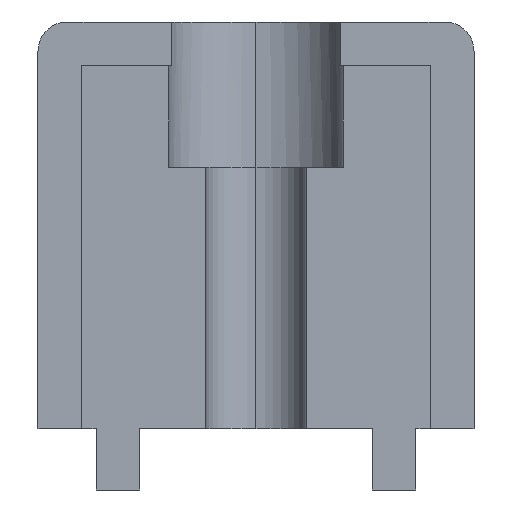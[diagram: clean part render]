
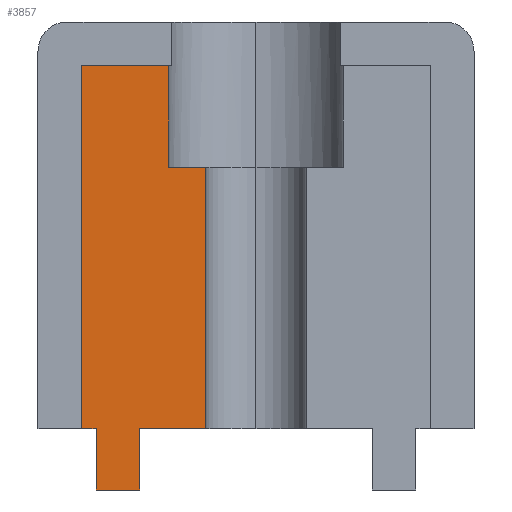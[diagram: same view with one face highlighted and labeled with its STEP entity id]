
A CAD part, left-side view. The second image highlights one B-rep face of the part: STEP entity #3857.
In plain terms, the highlighted planar face has unit normal (-1, 0, 0).
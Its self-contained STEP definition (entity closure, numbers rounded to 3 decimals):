
#3843=AXIS2_PLACEMENT_3D('Plane Axis2P3D',#3840,#3841,#3842) ;
#3135=CARTESIAN_POINT('Vertex',(0.,9.225,2.1)) ;
#3138=CARTESIAN_POINT('Line Origine',(0.,10.363,2.1)) ;
#3142=CARTESIAN_POINT('Vertex',(0.,11.5,2.1)) ;
#3172=CARTESIAN_POINT('Line Origine',(0.,11.5,1.05)) ;
#3176=CARTESIAN_POINT('Vertex',(0.,11.5,0.)) ;
#3209=CARTESIAN_POINT('Vertex',(0.,13.,0.)) ;
#3217=CARTESIAN_POINT('Line Origine',(0.,12.25,0.)) ;
#3310=CARTESIAN_POINT('Line Origine',(0.,9.225,7.44)) ;
#3314=CARTESIAN_POINT('Vertex',(0.,9.225,11.1)) ;
#3394=CARTESIAN_POINT('Vertex',(0.,10.5,11.1)) ;
#3397=CARTESIAN_POINT('Line Origine',(0.,9.863,11.1)) ;
#3535=CARTESIAN_POINT('Line Origine',(0.,10.5,13.6)) ;
#3539=CARTESIAN_POINT('Vertex',(0.,10.5,14.6)) ;
#3556=CARTESIAN_POINT('Line Origine',(0.,12.,14.6)) ;
#3560=CARTESIAN_POINT('Vertex',(0.,13.5,14.6)) ;
#3679=CARTESIAN_POINT('Line Origine',(0.,13.,1.05)) ;
#3683=CARTESIAN_POINT('Vertex',(0.,13.,2.1)) ;
#3702=CARTESIAN_POINT('Vertex',(0.,13.5,2.1)) ;
#3705=CARTESIAN_POINT('Line Origine',(0.,13.5,8.35)) ;
#3750=CARTESIAN_POINT('Line Origine',(0.,13.25,2.1)) ;
#3840=CARTESIAN_POINT('Axis2P3D Location',(0.,-5.034,16.1)) ;
#3139=DIRECTION('Vector Direction',(0.,1.,0.)) ;
#3173=DIRECTION('Vector Direction',(0.,0.,-1.)) ;
#3218=DIRECTION('Vector Direction',(0.,1.,0.)) ;
#3311=DIRECTION('Vector Direction',(0.,0.,1.)) ;
#3398=DIRECTION('Vector Direction',(0.,1.,0.)) ;
#3536=DIRECTION('Vector Direction',(0.,0.,1.)) ;
#3557=DIRECTION('Vector Direction',(0.,1.,0.)) ;
#3680=DIRECTION('Vector Direction',(0.,0.,-1.)) ;
#3706=DIRECTION('Vector Direction',(0.,0.,1.)) ;
#3751=DIRECTION('Vector Direction',(0.,1.,0.)) ;
#3841=DIRECTION('Axis2P3D Direction',(-1.,0.,0.)) ;
#3842=DIRECTION('Axis2P3D XDirection',(0.,1.,0.)) ;
#3140=VECTOR('Line Direction',#3139,1.) ;
#3174=VECTOR('Line Direction',#3173,1.) ;
#3219=VECTOR('Line Direction',#3218,1.) ;
#3312=VECTOR('Line Direction',#3311,1.) ;
#3399=VECTOR('Line Direction',#3398,1.) ;
#3537=VECTOR('Line Direction',#3536,1.) ;
#3558=VECTOR('Line Direction',#3557,1.) ;
#3681=VECTOR('Line Direction',#3680,1.) ;
#3707=VECTOR('Line Direction',#3706,1.) ;
#3752=VECTOR('Line Direction',#3751,1.) ;
#3846=ORIENTED_EDGE('',*,*,#3144,.F.) ;
#3847=ORIENTED_EDGE('',*,*,#3316,.T.) ;
#3848=ORIENTED_EDGE('',*,*,#3401,.T.) ;
#3849=ORIENTED_EDGE('',*,*,#3541,.T.) ;
#3850=ORIENTED_EDGE('',*,*,#3562,.T.) ;
#3851=ORIENTED_EDGE('',*,*,#3709,.F.) ;
#3852=ORIENTED_EDGE('',*,*,#3754,.F.) ;
#3853=ORIENTED_EDGE('',*,*,#3685,.T.) ;
#3854=ORIENTED_EDGE('',*,*,#3221,.F.) ;
#3855=ORIENTED_EDGE('',*,*,#3178,.F.) ;
#3857=ADVANCED_FACE('V1',(#3856),#3844,.T.) ;
#3144=EDGE_CURVE('',#3136,#3143,#3141,.T.) ;
#3178=EDGE_CURVE('',#3143,#3177,#3175,.T.) ;
#3221=EDGE_CURVE('',#3177,#3210,#3220,.T.) ;
#3316=EDGE_CURVE('',#3136,#3315,#3313,.T.) ;
#3401=EDGE_CURVE('',#3315,#3395,#3400,.T.) ;
#3541=EDGE_CURVE('',#3395,#3540,#3538,.T.) ;
#3562=EDGE_CURVE('',#3540,#3561,#3559,.T.) ;
#3685=EDGE_CURVE('',#3684,#3210,#3682,.T.) ;
#3709=EDGE_CURVE('',#3703,#3561,#3708,.T.) ;
#3754=EDGE_CURVE('',#3684,#3703,#3753,.T.) ;
#3845=EDGE_LOOP('',(#3846,#3847,#3848,#3849,#3850,#3851,#3852,#3853,#3854,#3855)) ;
#3856=FACE_OUTER_BOUND('',#3845,.T.) ;
#3141=LINE('Line',#3138,#3140) ;
#3175=LINE('Line',#3172,#3174) ;
#3220=LINE('Line',#3217,#3219) ;
#3313=LINE('Line',#3310,#3312) ;
#3400=LINE('Line',#3397,#3399) ;
#3538=LINE('Line',#3535,#3537) ;
#3559=LINE('Line',#3556,#3558) ;
#3682=LINE('Line',#3679,#3681) ;
#3708=LINE('Line',#3705,#3707) ;
#3753=LINE('Line',#3750,#3752) ;
#3844=PLANE('',#3843) ;
#3136=VERTEX_POINT('',#3135) ;
#3143=VERTEX_POINT('',#3142) ;
#3177=VERTEX_POINT('',#3176) ;
#3210=VERTEX_POINT('',#3209) ;
#3315=VERTEX_POINT('',#3314) ;
#3395=VERTEX_POINT('',#3394) ;
#3540=VERTEX_POINT('',#3539) ;
#3561=VERTEX_POINT('',#3560) ;
#3684=VERTEX_POINT('',#3683) ;
#3703=VERTEX_POINT('',#3702) ;
